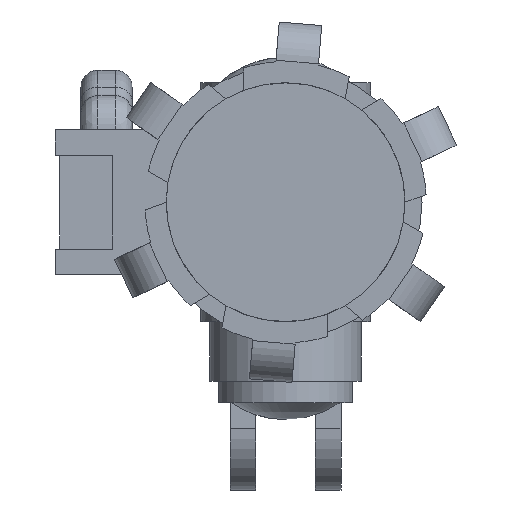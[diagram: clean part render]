
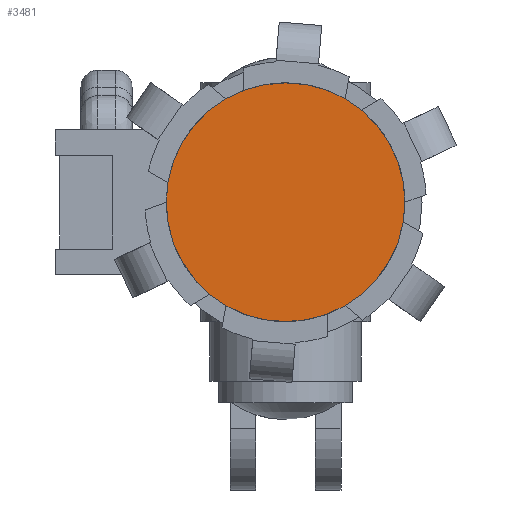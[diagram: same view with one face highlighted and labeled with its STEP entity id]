
A CAD part, front view. The second image highlights one B-rep face of the part: STEP entity #3481.
In plain terms, the highlighted planar face has unit normal (0, -1, 0).
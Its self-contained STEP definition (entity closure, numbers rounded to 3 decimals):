
#732=PLANE('',#3830);
#909=FACE_OUTER_BOUND('',#1116,.T.);
#1116=EDGE_LOOP('',(#3043));
#1280=CIRCLE('',#3826,14.);
#1653=VERTEX_POINT('',#6653);
#2120=EDGE_CURVE('',#1653,#1653,#1280,.T.);
#3043=ORIENTED_EDGE('',*,*,#2120,.T.);
#3481=ADVANCED_FACE('',(#909),#732,.F.);
#3826=AXIS2_PLACEMENT_3D('',#6654,#4730,#4731);
#3830=AXIS2_PLACEMENT_3D('',#6660,#4740,#4741);
#4730=DIRECTION('center_axis',(0.,-1.,0.));
#4731=DIRECTION('ref_axis',(-1.,0.,0.));
#4740=DIRECTION('center_axis',(0.,1.,0.));
#4741=DIRECTION('ref_axis',(0.,0.,1.));
#6653=CARTESIAN_POINT('',(14.,0.,0.));
#6654=CARTESIAN_POINT('Origin',(0.,0.,0.));
#6660=CARTESIAN_POINT('Origin',(0.,0.,0.));
